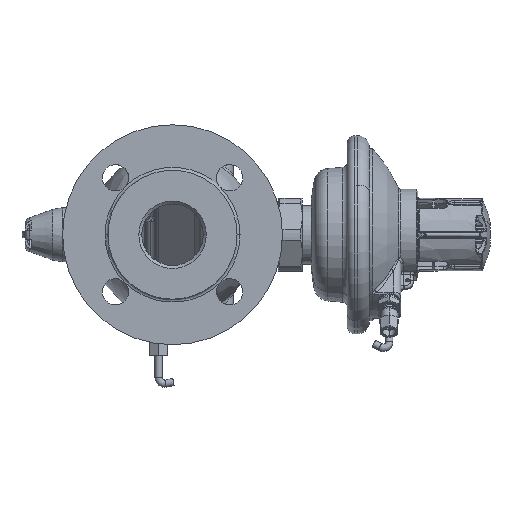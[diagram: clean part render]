
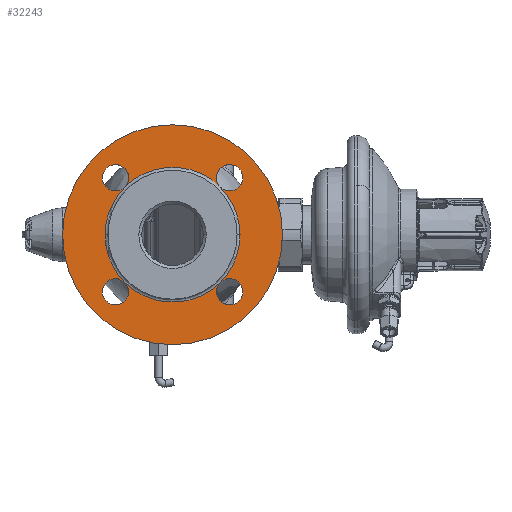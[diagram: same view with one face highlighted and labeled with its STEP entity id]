
A CAD part, left-side view. The second image highlights one B-rep face of the part: STEP entity #32243.
In plain terms, the highlighted planar face has unit normal (-1, 0, 0).
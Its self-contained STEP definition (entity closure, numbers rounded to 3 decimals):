
#10767=CARTESIAN_POINT('',(-98.,0.,0.));
#10768=DIRECTION('',(-1.,0.,0.));
#10769=DIRECTION('',(0.,1.,0.));
#10770=AXIS2_PLACEMENT_3D('',#10767,#10768,#10769);
#10772=CARTESIAN_POINT('',(-98.,0.,0.));
#10773=DIRECTION('',(1.,0.,0.));
#10774=DIRECTION('',(0.,1.,0.));
#10775=AXIS2_PLACEMENT_3D('',#10772,#10773,#10774);
#10777=CARTESIAN_POINT('',(-98.,-38.891,
38.891));
#10778=DIRECTION('',(1.,0.,0.));
#10779=DIRECTION('',(0.,0.,1.));
#10780=AXIS2_PLACEMENT_3D('',#10777,#10778,#10779);
#10782=CARTESIAN_POINT('',(-98.,-38.891,
38.891));
#10783=DIRECTION('',(1.,0.,0.));
#10784=DIRECTION('',(0.,0.707,-0.707));
#10785=AXIS2_PLACEMENT_3D('',#10782,#10783,#10784);
#10787=CARTESIAN_POINT('',(-98.,38.891,
38.891));
#10788=DIRECTION('',(1.,0.,0.));
#10789=DIRECTION('',(0.,0.,1.));
#10790=AXIS2_PLACEMENT_3D('',#10787,#10788,#10789);
#10792=CARTESIAN_POINT('',(-98.,38.891,
38.891));
#10793=DIRECTION('',(1.,0.,0.));
#10794=DIRECTION('',(0.,0.,-1.));
#10795=AXIS2_PLACEMENT_3D('',#10792,#10793,#10794);
#10797=CARTESIAN_POINT('',(-98.,38.891,
38.891));
#10798=DIRECTION('',(1.,0.,0.));
#10799=DIRECTION('',(0.,-0.707,-0.707));
#10800=AXIS2_PLACEMENT_3D('',#10797,#10798,#10799);
#10802=CARTESIAN_POINT('',(-98.,38.891,
-38.891));
#10803=DIRECTION('',(1.,0.,0.));
#10804=DIRECTION('',(0.,0.,1.));
#10805=AXIS2_PLACEMENT_3D('',#10802,#10803,#10804);
#10807=CARTESIAN_POINT('',(-98.,38.891,
-38.891));
#10808=DIRECTION('',(1.,0.,0.));
#10809=DIRECTION('',(0.,0.,-1.));
#10810=AXIS2_PLACEMENT_3D('',#10807,#10808,#10809);
#10812=CARTESIAN_POINT('',(-98.,38.891,
-38.891));
#10813=DIRECTION('',(1.,0.,0.));
#10814=DIRECTION('',(0.,-0.707,0.707));
#10815=AXIS2_PLACEMENT_3D('',#10812,#10813,#10814);
#10817=CARTESIAN_POINT('',(-98.,-38.891,
-38.891));
#10818=DIRECTION('',(1.,0.,0.));
#10819=DIRECTION('',(0.,0.,-1.));
#10820=AXIS2_PLACEMENT_3D('',#10817,#10818,#10819);
#10822=CARTESIAN_POINT('',(-98.,-38.891,
-38.891));
#10823=DIRECTION('',(1.,0.,0.));
#10824=DIRECTION('',(0.,0.,1.));
#10825=AXIS2_PLACEMENT_3D('',#10822,#10823,#10824);
#10827=CARTESIAN_POINT('',(-98.,-38.891,
-38.891));
#10828=DIRECTION('',(1.,0.,0.));
#10829=DIRECTION('',(0.,0.707,0.707));
#10830=AXIS2_PLACEMENT_3D('',#10827,#10828,#10829);
#10832=CARTESIAN_POINT('',(-98.,-38.891,
38.891));
#10833=DIRECTION('',(1.,0.,0.));
#10834=DIRECTION('',(0.,0.,-1.));
#10835=AXIS2_PLACEMENT_3D('',#10832,#10833,#10834);
#10845=CARTESIAN_POINT('',(-98.,0.,0.));
#10846=DIRECTION('',(1.,0.,0.));
#10847=DIRECTION('',(0.,1.,0.));
#10848=AXIS2_PLACEMENT_3D('',#10845,#10846,#10847);
#10850=CARTESIAN_POINT('',(-98.,0.,0.));
#10851=DIRECTION('',(1.,0.,0.));
#10852=DIRECTION('',(0.,0.707,0.707));
#10853=AXIS2_PLACEMENT_3D('',#10850,#10851,#10852);
#10855=CARTESIAN_POINT('',(-98.,0.,0.));
#10856=DIRECTION('',(1.,0.,0.));
#10857=DIRECTION('',(0.,-0.707,0.707));
#10858=AXIS2_PLACEMENT_3D('',#10855,#10856,#10857);
#10860=CARTESIAN_POINT('',(-98.,0.,0.));
#10861=DIRECTION('',(-1.,0.,0.));
#10862=DIRECTION('',(0.,1.,0.));
#10863=AXIS2_PLACEMENT_3D('',#10860,#10861,#10862);
#10875=CARTESIAN_POINT('',(-98.,0.,0.));
#10876=DIRECTION('',(-1.,0.,0.));
#10877=DIRECTION('',(0.,-0.707,-0.707));
#10878=AXIS2_PLACEMENT_3D('',#10875,#10876,#10877);
#10880=CARTESIAN_POINT('',(-98.,0.,0.));
#10881=DIRECTION('',(-1.,0.,0.));
#10882=DIRECTION('',(0.,0.707,-0.707));
#10883=AXIS2_PLACEMENT_3D('',#10880,#10881,#10882);
#20747=CARTESIAN_POINT('',(-98.,75.,0.));
#20749=VERTEX_POINT('',#20747);
#20750=CARTESIAN_POINT('',(-98.,46.,0.));
#20752=VERTEX_POINT('',#20750);
#20789=CARTESIAN_POINT('',(-98.,-75.,0.));
#20791=VERTEX_POINT('',#20789);
#20792=CARTESIAN_POINT('',(-98.,-46.,0.));
#20794=VERTEX_POINT('',#20792);
#21279=CARTESIAN_POINT('',(-98.,-38.891,
47.891));
#21280=CARTESIAN_POINT('',(-98.,-38.891,
29.891));
#21281=VERTEX_POINT('',#21279);
#21282=VERTEX_POINT('',#21280);
#21283=CARTESIAN_POINT('',(-98.,-32.527,
32.527));
#21284=VERTEX_POINT('',#21283);
#21285=CARTESIAN_POINT('',(-98.,-38.891,
-29.891));
#21286=CARTESIAN_POINT('',(-98.,-38.891,
-47.891));
#21287=VERTEX_POINT('',#21285);
#21288=VERTEX_POINT('',#21286);
#21289=CARTESIAN_POINT('',(-98.,-32.527,
-32.527));
#21290=VERTEX_POINT('',#21289);
#21291=CARTESIAN_POINT('',(-98.,38.891,
-29.891));
#21292=CARTESIAN_POINT('',(-98.,32.527,
-32.527));
#21293=VERTEX_POINT('',#21291);
#21294=VERTEX_POINT('',#21292);
#21295=CARTESIAN_POINT('',(-98.,38.891,
-47.891));
#21296=VERTEX_POINT('',#21295);
#21297=CARTESIAN_POINT('',(-98.,38.891,
47.891));
#21298=CARTESIAN_POINT('',(-98.,32.527,
32.527));
#21299=VERTEX_POINT('',#21297);
#21300=VERTEX_POINT('',#21298);
#21301=CARTESIAN_POINT('',(-98.,38.891,
29.891));
#21302=VERTEX_POINT('',#21301);
#32196=CARTESIAN_POINT('',(-98.,0.,0.));
#32197=DIRECTION('',(1.,0.,0.));
#32198=DIRECTION('',(0.,-1.,0.));
#32199=AXIS2_PLACEMENT_3D('',#32196,#32197,#32198);
#32200=PLANE('',#32199);
#32201=ORIENTED_EDGE('',*,*,#32189,.F.);
#32202=ORIENTED_EDGE('',*,*,#32178,.T.);
#32203=EDGE_LOOP('',(#32201,#32202));
#32204=FACE_OUTER_BOUND('',#32203,.F.);
#32206=ORIENTED_EDGE('',*,*,#32205,.F.);
#32208=ORIENTED_EDGE('',*,*,#32207,.F.);
#32210=ORIENTED_EDGE('',*,*,#32209,.F.);
#32212=ORIENTED_EDGE('',*,*,#32211,.F.);
#32214=ORIENTED_EDGE('',*,*,#32213,.F.);
#32216=ORIENTED_EDGE('',*,*,#32215,.F.);
#32218=ORIENTED_EDGE('',*,*,#32217,.F.);
#32220=ORIENTED_EDGE('',*,*,#32219,.T.);
#32222=ORIENTED_EDGE('',*,*,#32221,.F.);
#32224=ORIENTED_EDGE('',*,*,#32223,.F.);
#32226=ORIENTED_EDGE('',*,*,#32225,.F.);
#32228=ORIENTED_EDGE('',*,*,#32227,.T.);
#32230=ORIENTED_EDGE('',*,*,#32229,.F.);
#32232=ORIENTED_EDGE('',*,*,#32231,.F.);
#32234=ORIENTED_EDGE('',*,*,#32233,.F.);
#32236=ORIENTED_EDGE('',*,*,#32235,.T.);
#32238=ORIENTED_EDGE('',*,*,#32237,.F.);
#32240=ORIENTED_EDGE('',*,*,#32239,.F.);
#32241=EDGE_LOOP('',(#32206,#32208,#32210,#32212,#32214,#32216,#32218,#32220,
#32222,#32224,#32226,#32228,#32230,#32232,#32234,#32236,#32238,#32240));
#32242=FACE_BOUND('',#32241,.F.);
#32243=ADVANCED_FACE('',(#32204,#32242),#32200,.F.);
#10771=CIRCLE('',#10770,75.);
#10776=CIRCLE('',#10775,75.);
#10781=CIRCLE('',#10780,9.);
#10786=CIRCLE('',#10785,9.);
#10791=CIRCLE('',#10790,9.);
#10796=CIRCLE('',#10795,9.);
#10801=CIRCLE('',#10800,9.);
#10806=CIRCLE('',#10805,9.);
#10811=CIRCLE('',#10810,9.);
#10816=CIRCLE('',#10815,9.);
#10821=CIRCLE('',#10820,9.);
#10826=CIRCLE('',#10825,9.);
#10831=CIRCLE('',#10830,9.);
#10836=CIRCLE('',#10835,9.);
#10849=CIRCLE('',#10848,46.);
#10854=CIRCLE('',#10853,46.);
#10859=CIRCLE('',#10858,46.);
#10864=CIRCLE('',#10863,46.);
#10879=CIRCLE('',#10878,46.);
#10884=CIRCLE('',#10883,46.);
#32178=EDGE_CURVE('',#20749,#20791,#10776,.T.);
#32189=EDGE_CURVE('',#20749,#20791,#10771,.T.);
#32205=EDGE_CURVE('',#21281,#21282,#10781,.T.);
#32207=EDGE_CURVE('',#21284,#21281,#10786,.T.);
#32209=EDGE_CURVE('',#21300,#21284,#10854,.T.);
#32211=EDGE_CURVE('',#21299,#21300,#10791,.T.);
#32213=EDGE_CURVE('',#21302,#21299,#10796,.T.);
#32215=EDGE_CURVE('',#21300,#21302,#10801,.T.);
#32217=EDGE_CURVE('',#20752,#21300,#10849,.T.);
#32219=EDGE_CURVE('',#20752,#21294,#10864,.T.);
#32221=EDGE_CURVE('',#21293,#21294,#10806,.T.);
#32223=EDGE_CURVE('',#21296,#21293,#10811,.T.);
#32225=EDGE_CURVE('',#21294,#21296,#10816,.T.);
#32227=EDGE_CURVE('',#21294,#21290,#10884,.T.);
#32229=EDGE_CURVE('',#21288,#21290,#10821,.T.);
#32231=EDGE_CURVE('',#21287,#21288,#10826,.T.);
#32233=EDGE_CURVE('',#21290,#21287,#10831,.T.);
#32235=EDGE_CURVE('',#21290,#20794,#10879,.T.);
#32237=EDGE_CURVE('',#21284,#20794,#10859,.T.);
#32239=EDGE_CURVE('',#21282,#21284,#10836,.T.);
